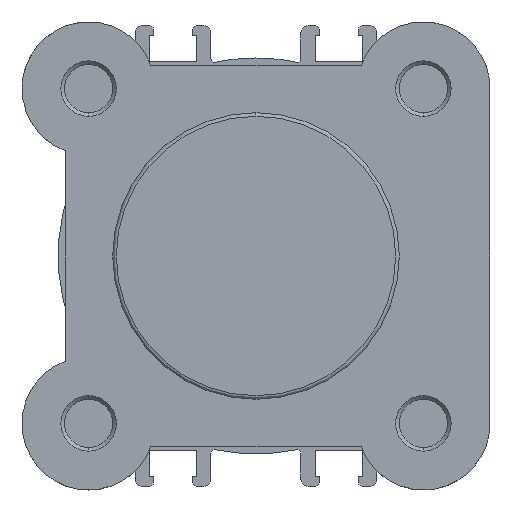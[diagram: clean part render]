
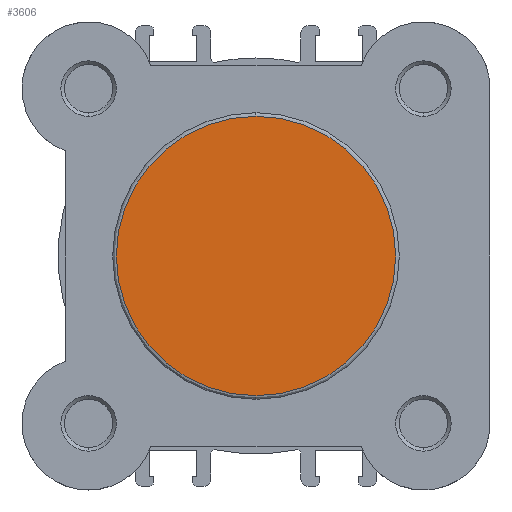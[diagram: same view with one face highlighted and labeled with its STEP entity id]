
A CAD part, left-side view. The second image highlights one B-rep face of the part: STEP entity #3606.
In plain terms, the highlighted planar face has unit normal (-1, 0, 0).
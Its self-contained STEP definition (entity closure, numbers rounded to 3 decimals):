
#379 = CIRCLE ( 'NONE', #5261, 19.4 ) ;
#463 = CIRCLE ( 'NONE', #5295, 19.4 ) ;
#1133 = CARTESIAN_POINT ( 'NONE',  ( 0., 0., 0. ) ) ;
#1134 = DIRECTION ( 'NONE',  ( -1., 0., 0. ) ) ;
#1135 = DIRECTION ( 'NONE',  ( 0., 0., -1. ) ) ;
#1281 = CARTESIAN_POINT ( 'NONE',  ( 0., 0., 0. ) ) ;
#1288 = DIRECTION ( 'NONE',  ( -1., 0., 0. ) ) ;
#1289 = DIRECTION ( 'NONE',  ( 0., 0., -1. ) ) ;
#1584 = CARTESIAN_POINT ( 'NONE',  ( 0., 19.9, 0. ) ) ;
#1585 = DIRECTION ( 'NONE',  ( 0., 0., -1. ) ) ;
#1621 = PLANE ( 'NONE',  #6452 ) ;
#1641 = DIRECTION ( 'NONE',  ( 1., 0., 0. ) ) ;
#2036 = EDGE_LOOP ( 'NONE', ( #2328, #2378 ) ) ;
#2328 = ORIENTED_EDGE ( 'NONE', *, *, #6338, .T. ) ;
#2378 = ORIENTED_EDGE ( 'NONE', *, *, #6278, .T. ) ;
#2736 = FACE_OUTER_BOUND ( 'NONE', #2036, .T. ) ;
#3606 = ADVANCED_FACE ( 'NONE', ( #2736 ), #1621, .F. ) ;
#4143 = CARTESIAN_POINT ( 'NONE',  ( 0., 0., -19.4 ) ) ;
#4274 = CARTESIAN_POINT ( 'NONE',  ( 0., 0., 19.4 ) ) ;
#5261 = AXIS2_PLACEMENT_3D ( 'NONE', #1133, #1134, #1135 ) ;
#5295 = AXIS2_PLACEMENT_3D ( 'NONE', #1281, #1288, #1289 ) ;
#5468 = VERTEX_POINT ( 'NONE', #4143 ) ;
#5601 = VERTEX_POINT ( 'NONE', #4274 ) ;
#6278 = EDGE_CURVE ( 'NONE', #5601, #5468, #379, .T. ) ;
#6338 = EDGE_CURVE ( 'NONE', #5468, #5601, #463, .T. ) ;
#6452 = AXIS2_PLACEMENT_3D ( 'NONE', #1584, #1641, #1585 ) ;
